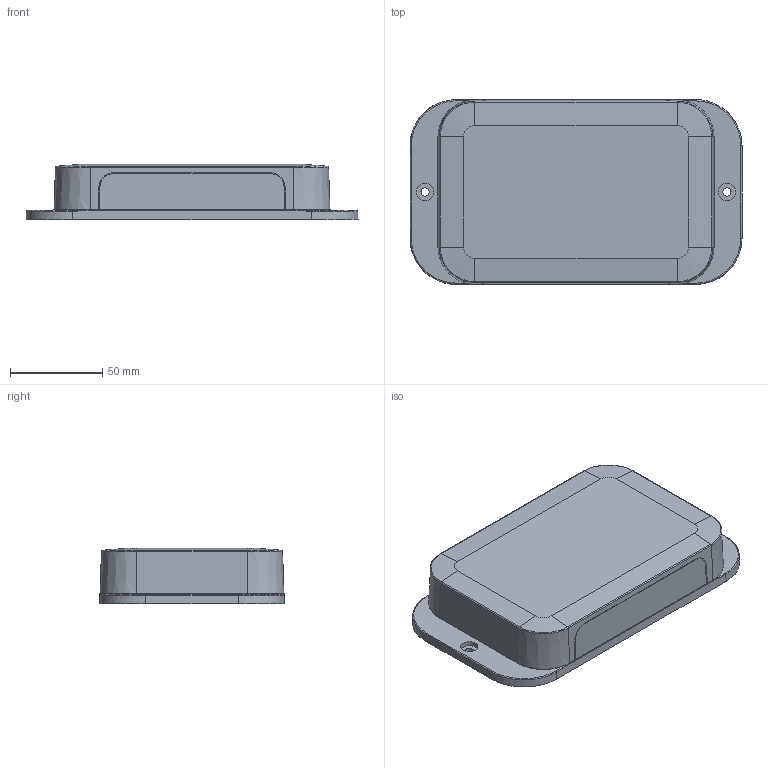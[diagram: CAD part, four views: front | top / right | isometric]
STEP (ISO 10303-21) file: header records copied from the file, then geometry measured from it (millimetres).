
FILE_DESCRIPTION((''),'2;1');
FILE_NAME('pff15-3-10.stp','2016-12-26T15:38:29',('����'),(''),'Autodesk Inventor 2013','Autodesk Inventor 2013','');
FILE_SCHEMA(('AUTOMOTIVE_DESIGN { 1 0 10303 214 1 1 1 1 }'));
Length unit declared in the file: millimetre
Products named in the file (7): PFF15-3-10; PFF15-10; PFC15-3-10; PFP15-3; PFP15-3_MIR; M2.5-8; Cross Recessed Pan Head Tapping Screw - Type F - Type I - Metric M2.5x0.45 x 8
Assembly tree (9 placements, depth 3):
  PFF15-3-10
    PFF15-10
    PFC15-3-10
    PFP15-3
    PFP15-3_MIR
    M2.5-8  x4
      Cross Recessed Pan Head Tapping Screw - Type F - Type I - Metric M2.5x0.45 x 8
Bounding box: 180.4 x 100.4 x 30 mm (x, y, z)
Volume: 121614.8 mm3; surface area: 99990.4 mm2
Topology: 8 solids, 8 shells, 1362 faces, 3438 edges, 2193 vertices
Faces by surface type: plane 708, bspline 216, cylinder 206, cone 124, torus 88, sphere 20
Full cylindrical faces by diameter (mm): 1.9 x7, 1.949 x1, 2 x4, 2.5 x4, 3 x4, 4.5 x2, 6 x1, 6.1 x8
Entity records: 44403 total; most frequent: CARTESIAN_POINT 14927, ORIENTED_EDGE 6234, DIRECTION 5468, EDGE_CURVE 3117, VERTEX_POINT 2045, VECTOR 1908, LINE 1908, AXIS2_PLACEMENT_3D 1780
